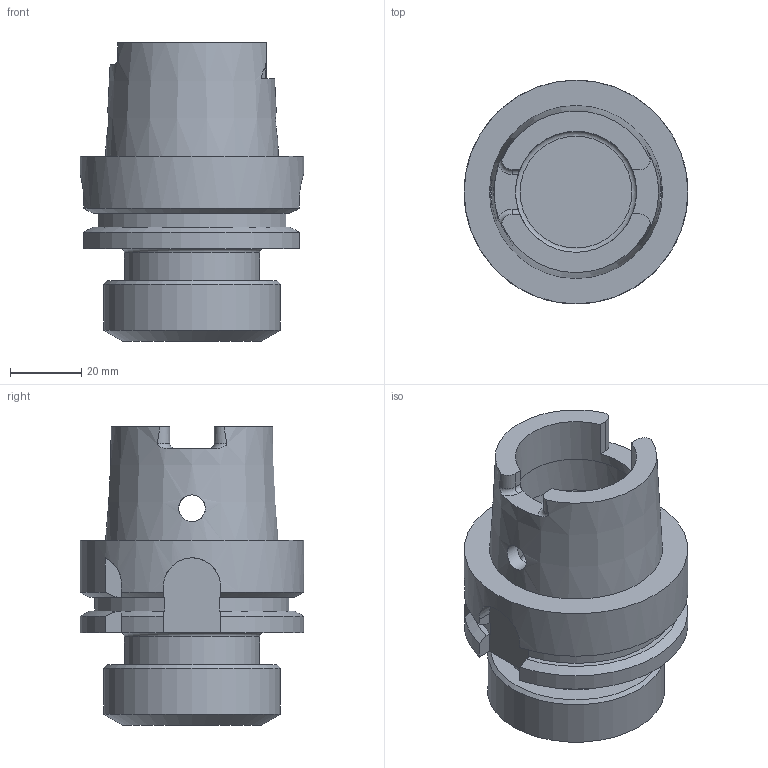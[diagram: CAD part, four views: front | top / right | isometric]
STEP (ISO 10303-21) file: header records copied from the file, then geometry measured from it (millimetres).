
FILE_DESCRIPTION(/* description */ (''),/* implementation_level */ '2;1');
FILE_NAME(/* name */ '1536583671132.stp',/* time_stamp */ '2018-09-10T14:47:57+02:00',/* author */ (''),/* organization */ ('SMS'),/* preprocessor_version */ 'ST-DEVELOPER v15',/* originating_system */ 'SIEMENS PLM Software NX 8.5',/* authorisation */ '');
FILE_SCHEMA (('AUTOMOTIVE_DESIGN { 1 0 10303 214 3 1 1 1 }'));
Length unit declared in the file: millimetre
Products named in the file (1): 201795403mod000_00
Bounding box: 62.94 x 62.94 x 83.9 mm (x, y, z)
Volume: 126636.3 mm3; surface area: 26389.2 mm2
Topology: 1 solids, 1 shells, 75 faces, 211 edges, 141 vertices
Faces by surface type: plane 35, cylinder 24, cone 10, torus 6
Full cylindrical faces by diameter (mm): 7.5 x2, 34.05 x2, 38 x1, 40.08 x1, 49.7 x1, 62.94 x1
Entity records: 2679 total; most frequent: CARTESIAN_POINT 820, DIRECTION 371, ORIENTED_EDGE 366, EDGE_CURVE 183, AXIS2_PLACEMENT_3D 142, VERTEX_POINT 127, EDGE_LOOP 96, LINE 87
